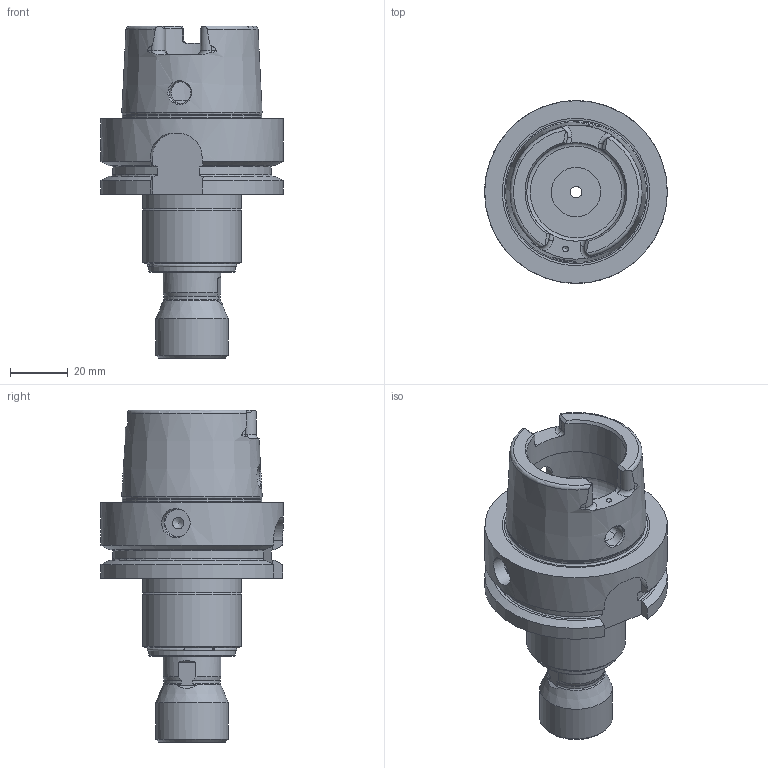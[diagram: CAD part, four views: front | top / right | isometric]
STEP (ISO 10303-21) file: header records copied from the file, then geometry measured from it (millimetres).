
FILE_DESCRIPTION(/* description */ (''),/* implementation_level */ '2;1');
FILE_NAME(/* name */ '256362000.stp',/* time_stamp */ '2020-12-15T10:36:47',/* author */ ('LRA'),/* organization */ ('REGO-FIX'),/* preprocessor_version */ ' Unknown',/* originating_system */ 'SIEMENS PLM Software Solid Edge ST10',/* authorization */ 'Unknown');
FILE_SCHEMA (('AUTOMOTIVE_DESIGN { 1 0 10303 214 2 1 1}'));
Length unit declared in the file: millimetre
Products named in the file (1): NOCUT
Bounding box: 63 x 63 x 114.5 mm (x, y, z)
Volume: 111115.5 mm3; surface area: 29828.1 mm2
Topology: 2 solids, 2 shells, 151 faces, 397 edges, 262 vertices
Faces by surface type: plane 58, cylinder 44, cone 25, torus 22, bspline 2
Full cylindrical faces by diameter (mm): 4 x1, 7.5 x2, 10 x1, 13.5 x1, 17 x1, 20 x1, 21 x1, 23.815 x1, 23.88 x1, 25 x1, 26 x1, 29 x1, 30 x2, 34 x4, 40 x1, 48.041 x1, 63 x1
Entity records: 6613 total; most frequent: CARTESIAN_POINT 3175, DIRECTION 701, ORIENTED_EDGE 662, EDGE_CURVE 331, AXIS2_PLACEMENT_3D 302, VERTEX_POINT 245, FACE_BOUND 216, EDGE_LOOP 214
